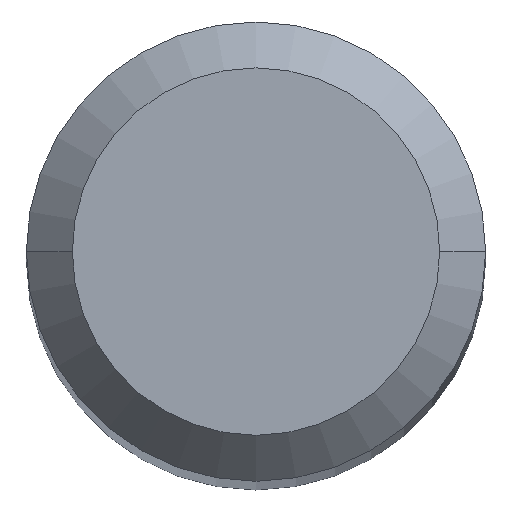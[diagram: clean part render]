
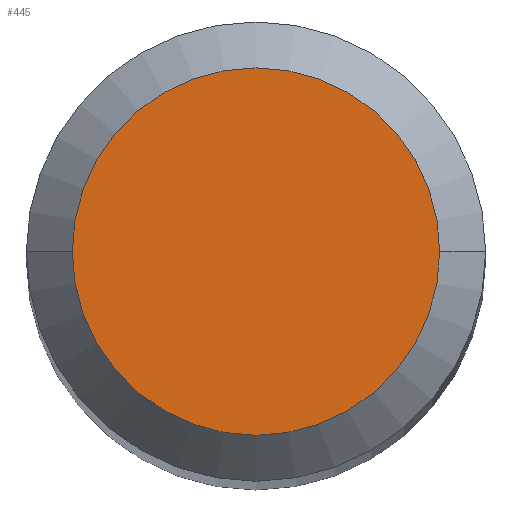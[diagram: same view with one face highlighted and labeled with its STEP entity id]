
A CAD part, top view. The second image highlights one B-rep face of the part: STEP entity #445.
In plain terms, the highlighted planar face has unit normal (0, 0, 1).
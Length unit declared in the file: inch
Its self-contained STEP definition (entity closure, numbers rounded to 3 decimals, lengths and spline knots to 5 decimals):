
#26 = AXIS2_PLACEMENT_3D ( 'NONE', #178, #173, #149 ) ;
#38 = DIRECTION ( 'NONE',  ( 0., 0., 1. ) ) ;
#47 = CARTESIAN_POINT ( 'NONE',  ( -0.04724, 0., 0. ) ) ;
#59 = AXIS2_PLACEMENT_3D ( 'NONE', #223, #78, #71 ) ;
#63 = FACE_OUTER_BOUND ( 'NONE', #427, .T. ) ;
#71 = DIRECTION ( 'NONE',  ( 1., 0., 0. ) ) ;
#78 = DIRECTION ( 'NONE',  ( 0., 0., 1. ) ) ;
#118 = EDGE_CURVE ( 'NONE', #469, #348, #166, .T. ) ;
#127 = EDGE_CURVE ( 'NONE', #348, #469, #152, .T. ) ;
#131 = ORIENTED_EDGE ( 'NONE', *, *, #127, .T. ) ;
#132 = AXIS2_PLACEMENT_3D ( 'NONE', #258, #38, #156 ) ;
#149 = DIRECTION ( 'NONE',  ( -1., 0., 0. ) ) ;
#152 = CIRCLE ( 'NONE', #132, 0.04724 ) ;
#156 = DIRECTION ( 'NONE',  ( 1., 0., 0. ) ) ;
#166 = CIRCLE ( 'NONE', #59, 0.04724 ) ;
#173 = DIRECTION ( 'NONE',  ( 0., 0., -1. ) ) ;
#175 = ORIENTED_EDGE ( 'NONE', *, *, #118, .T. ) ;
#178 = CARTESIAN_POINT ( 'NONE',  ( 0., 0., 0. ) ) ;
#218 = PLANE ( 'NONE',  #26 ) ;
#223 = CARTESIAN_POINT ( 'NONE',  ( 0., 0., 0. ) ) ;
#258 = CARTESIAN_POINT ( 'NONE',  ( 0., 0., 0. ) ) ;
#348 = VERTEX_POINT ( 'NONE', #47 ) ;
#395 = CARTESIAN_POINT ( 'NONE',  ( 0.04724, 0., 0. ) ) ;
#427 = EDGE_LOOP ( 'NONE', ( #131, #175 ) ) ;
#445 = ADVANCED_FACE ( 'NONE', ( #63 ), #218, .F. ) ;
#469 = VERTEX_POINT ( 'NONE', #395 ) ;
